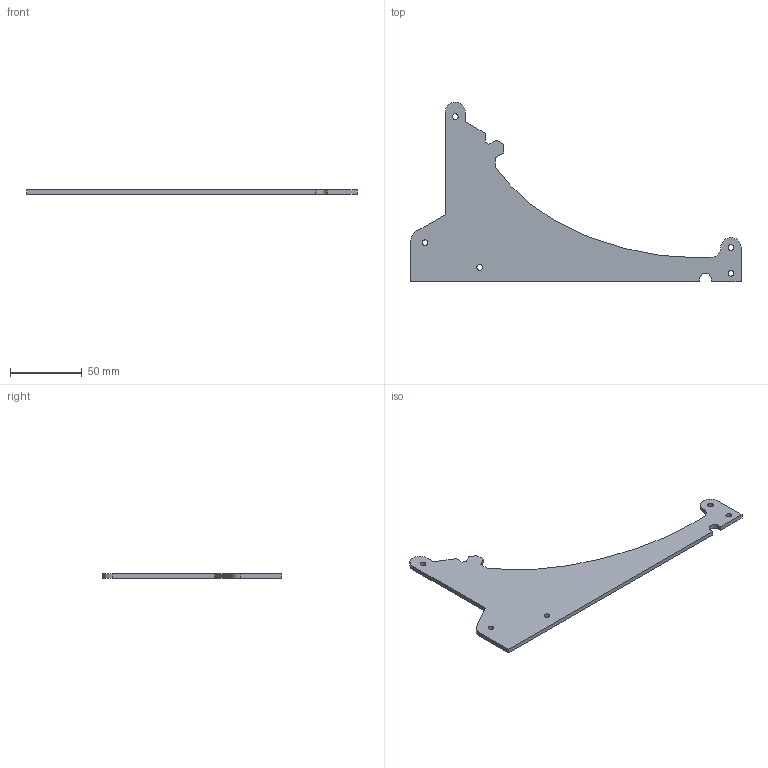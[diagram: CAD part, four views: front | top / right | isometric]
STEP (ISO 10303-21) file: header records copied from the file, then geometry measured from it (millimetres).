
FILE_DESCRIPTION(/* description */ (''),/* implementation_level */ '2;1');
FILE_NAME(/* name */ 'BR-03-cycloidrail.stp',/* time_stamp */ '2021-07-14T21:45:09+01:00',/* author */ ('hobly'),/* organization */ (''),/* preprocessor_version */ 'ST-DEVELOPER v18',/* originating_system */ 'Autodesk Inventor 2020',/* authorisation */ '');
FILE_SCHEMA (('AUTOMOTIVE_DESIGN { 1 0 10303 214 3 1 1 }'));
Length unit declared in the file: millimetre
Products named in the file (1): 4cycloidrail
Bounding box: 230.53 x 125.3 x 3 mm (x, y, z)
Volume: 31389.2 mm3; surface area: 23160.1 mm2
Topology: 1 solids, 1 shells, 31 faces, 87 edges, 58 vertices
Faces by surface type: plane 20, cylinder 10, bspline 1
Full cylindrical faces by diameter (mm): 4 x5
Entity records: 1072 total; most frequent: CARTESIAN_POINT 194, ORIENTED_EDGE 174, DIRECTION 167, EDGE_CURVE 87, LINE 65, VECTOR 65, VERTEX_POINT 58, AXIS2_PLACEMENT_3D 51
